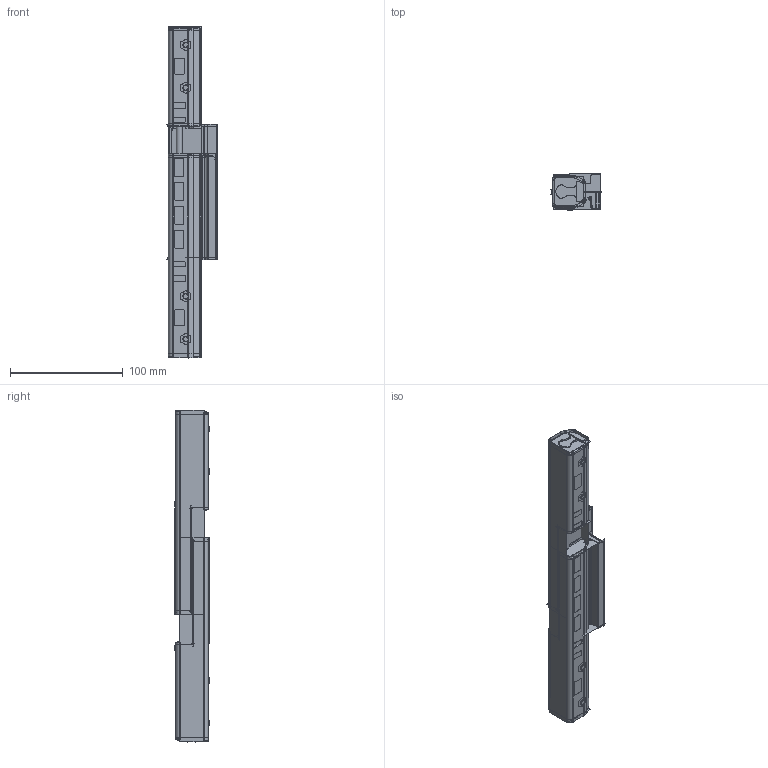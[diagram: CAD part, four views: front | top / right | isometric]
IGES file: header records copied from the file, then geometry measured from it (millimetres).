
Start section:  PTC IGES file: s0737695412.igs
Global section: file name: s0737695412.igs; native system: Pro/ENGINEER by Parametric Technology Corporation; preprocessor: 2005310; author: RCRU51; organization: Unknown; date: 081020.162444; units: millimetre
Bounding box: 44.48 x 31.87 x 294.53 mm (x, y, z)
Surface area: 177461.5 mm2 (no closed solid volume)
Topology: 0 solids, 0 shells, 1540 faces, 22070 edges, 28940 vertices
Faces by surface type: revolution 784, bspline 756
